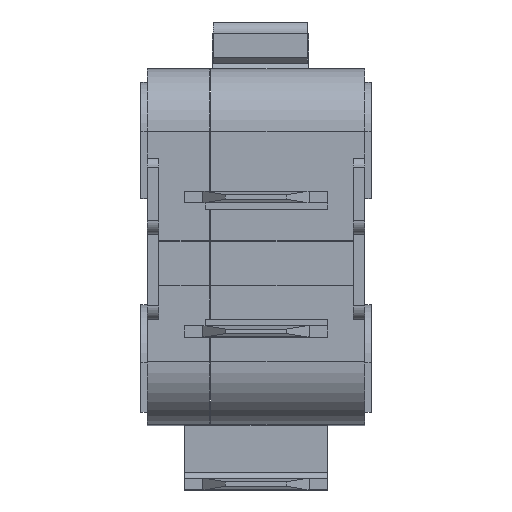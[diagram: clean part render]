
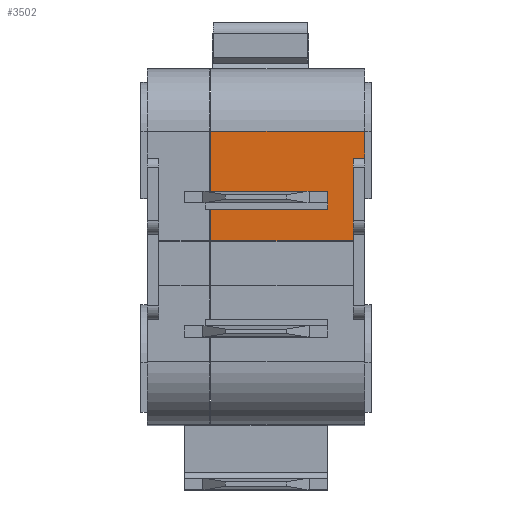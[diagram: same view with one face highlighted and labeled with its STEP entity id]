
A CAD part, top view. The second image highlights one B-rep face of the part: STEP entity #3502.
In plain terms, the highlighted planar face has unit normal (0, 0, 1).
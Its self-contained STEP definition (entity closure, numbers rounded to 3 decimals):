
#1 = EDGE_CURVE ( 'NONE', #96, #1488, #578, .T. ) ;
#12 = VERTEX_POINT ( 'NONE', #593 ) ;
#95 = ORIENTED_EDGE ( 'NONE', *, *, #2997, .F. ) ;
#96 = VERTEX_POINT ( 'NONE', #770 ) ;
#207 = VERTEX_POINT ( 'NONE', #1029 ) ;
#285 = VERTEX_POINT ( 'NONE', #1225 ) ;
#310 = VERTEX_POINT ( 'NONE', #1284 ) ;
#352 = VERTEX_POINT ( 'NONE', #1364 ) ;
#358 = EDGE_CURVE ( 'NONE', #352, #207, #1380, .T. ) ;
#396 = EDGE_CURVE ( 'NONE', #6153, #310, #1477, .T. ) ;
#578 = LINE ( 'NONE', #579, #580 ) ;
#579 = CARTESIAN_POINT ( 'NONE',  ( -0.5, 9.1, 25. ) ) ;
#580 = VECTOR ( 'NONE', #581, 1000. ) ;
#581 = DIRECTION ( 'NONE',  ( 0., 1., 0. ) ) ;
#587 = ORIENTED_EDGE ( 'NONE', *, *, #1777, .F. ) ;
#593 = CARTESIAN_POINT ( 'NONE',  ( -6.875, 6.8, 25. ) ) ;
#645 = EDGE_LOOP ( 'NONE', ( #7142, #7006, #2401, #4020, #4775, #6143, #6434, #6202, #95, #587 ) ) ;
#743 = EDGE_CURVE ( 'NONE', #96, #6260, #1978, .T. ) ;
#770 = CARTESIAN_POINT ( 'NONE',  ( -0.5, 5.4, 25. ) ) ;
#1029 = CARTESIAN_POINT ( 'NONE',  ( 0., 10.3, 25. ) ) ;
#1146 = CARTESIAN_POINT ( 'NONE',  ( -1.65, 7.6, 25. ) ) ;
#1225 = CARTESIAN_POINT ( 'NONE',  ( -1.65, 6.8, 25. ) ) ;
#1230 = CARTESIAN_POINT ( 'NONE',  ( -6.875, 10.3, 25. ) ) ;
#1284 = CARTESIAN_POINT ( 'NONE',  ( -6.875, 7.6, 25. ) ) ;
#1364 = CARTESIAN_POINT ( 'NONE',  ( 0., 9.1, 25. ) ) ;
#1380 = LINE ( 'NONE', #1381, #1382 ) ;
#1381 = CARTESIAN_POINT ( 'NONE',  ( 0., 10.3, 25. ) ) ;
#1382 = VECTOR ( 'NONE', #1383, 1000. ) ;
#1383 = DIRECTION ( 'NONE',  ( 0., 1., 0. ) ) ;
#1477 = LINE ( 'NONE', #1478, #1479 ) ;
#1478 = CARTESIAN_POINT ( 'NONE',  ( -8.05, 7.6, 25. ) ) ;
#1479 = VECTOR ( 'NONE', #1480, 1000. ) ;
#1480 = DIRECTION ( 'NONE',  ( -1., 0., 0. ) ) ;
#1488 = VERTEX_POINT ( 'NONE', #2395 ) ;
#1720 = EDGE_CURVE ( 'NONE', #1488, #352, #2480, .T. ) ;
#1730 = LINE ( 'NONE', #1731, #1732 ) ;
#1731 = CARTESIAN_POINT ( 'NONE',  ( -6.875, 13.1, 25. ) ) ;
#1732 = VECTOR ( 'NONE', #1733, 1000. ) ;
#1733 = DIRECTION ( 'NONE',  ( 0., -1., 0. ) ) ;
#1777 = EDGE_CURVE ( 'NONE', #12, #285, #2517, .T. ) ;
#1886 = CARTESIAN_POINT ( 'NONE',  ( -6.875, 5.4, 25. ) ) ;
#1978 = LINE ( 'NONE', #1980, #1981 ) ;
#1980 = CARTESIAN_POINT ( 'NONE',  ( -9.2, 5.4, 25. ) ) ;
#1981 = VECTOR ( 'NONE', #1982, 1000. ) ;
#1982 = DIRECTION ( 'NONE',  ( -1., 0., 0. ) ) ;
#2395 = CARTESIAN_POINT ( 'NONE',  ( -0.5, 9.1, 25. ) ) ;
#2401 = ORIENTED_EDGE ( 'NONE', *, *, #1, .T. ) ;
#2480 = LINE ( 'NONE', #2481, #2482 ) ;
#2481 = CARTESIAN_POINT ( 'NONE',  ( -17.076, 9.1, 25. ) ) ;
#2482 = VECTOR ( 'NONE', #2483, 1000. ) ;
#2483 = DIRECTION ( 'NONE',  ( 1., 0., 0. ) ) ;
#2517 = LINE ( 'NONE', #2518, #2519 ) ;
#2518 = CARTESIAN_POINT ( 'NONE',  ( -7.125, 6.8, 25. ) ) ;
#2519 = VECTOR ( 'NONE', #2520, 1000. ) ;
#2520 = DIRECTION ( 'NONE',  ( 1., 0., 0. ) ) ;
#2997 = EDGE_CURVE ( 'NONE', #285, #6153, #3003, .T. ) ;
#3003 = LINE ( 'NONE', #3004, #3005 ) ;
#3004 = CARTESIAN_POINT ( 'NONE',  ( -1.65, 7.6, 25. ) ) ;
#3005 = VECTOR ( 'NONE', #3006, 1000. ) ;
#3006 = DIRECTION ( 'NONE',  ( 0., 1., 0. ) ) ;
#3105 = LINE ( 'NONE', #3106, #3107 ) ;
#3106 = CARTESIAN_POINT ( 'NONE',  ( -6.875, 13.1, 25. ) ) ;
#3107 = VECTOR ( 'NONE', #3108, 1000. ) ;
#3108 = DIRECTION ( 'NONE',  ( 0., -1., 0. ) ) ;
#3212 = FACE_OUTER_BOUND ( 'NONE', #645, .T. ) ;
#3213 = PLANE ( 'NONE',  #3214 ) ;
#3214 = AXIS2_PLACEMENT_3D ( 'NONE', #3215, #3216, #3217 ) ;
#3215 = CARTESIAN_POINT ( 'NONE',  ( -9.7, 10.3, 25. ) ) ;
#3216 = DIRECTION ( 'NONE',  ( 0., 0., -1. ) ) ;
#3217 = DIRECTION ( 'NONE',  ( -1., 0., 0. ) ) ;
#3264 = EDGE_CURVE ( 'NONE', #12, #6260, #3105, .T. ) ;
#3502 = ADVANCED_FACE ( 'NONE', ( #3212 ), #3213, .F. ) ;
#4020 = ORIENTED_EDGE ( 'NONE', *, *, #1720, .T. ) ;
#4275 = LINE ( 'NONE', #4276, #4277 ) ;
#4276 = CARTESIAN_POINT ( 'NONE',  ( -9.7, 10.3, 25. ) ) ;
#4277 = VECTOR ( 'NONE', #4278, 1000. ) ;
#4278 = DIRECTION ( 'NONE',  ( 1., 0., 0. ) ) ;
#4775 = ORIENTED_EDGE ( 'NONE', *, *, #358, .T. ) ;
#5701 = EDGE_CURVE ( 'NONE', #6160, #207, #4275, .T. ) ;
#6143 = ORIENTED_EDGE ( 'NONE', *, *, #5701, .F. ) ;
#6153 = VERTEX_POINT ( 'NONE', #1146 ) ;
#6160 = VERTEX_POINT ( 'NONE', #1230 ) ;
#6202 = ORIENTED_EDGE ( 'NONE', *, *, #396, .F. ) ;
#6240 = EDGE_CURVE ( 'NONE', #6160, #310, #1730, .T. ) ;
#6260 = VERTEX_POINT ( 'NONE', #1886 ) ;
#6434 = ORIENTED_EDGE ( 'NONE', *, *, #6240, .T. ) ;
#7006 = ORIENTED_EDGE ( 'NONE', *, *, #743, .F. ) ;
#7142 = ORIENTED_EDGE ( 'NONE', *, *, #3264, .T. ) ;
